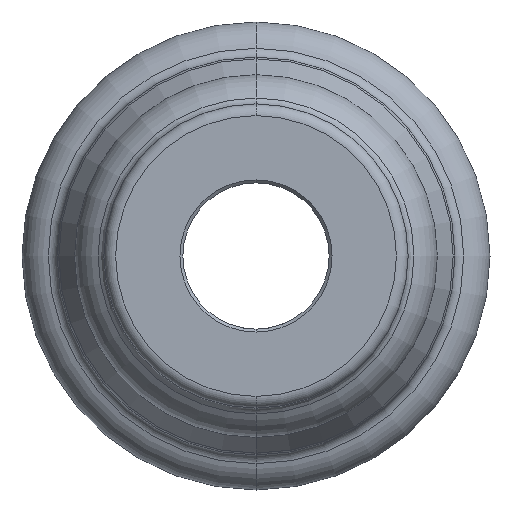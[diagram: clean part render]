
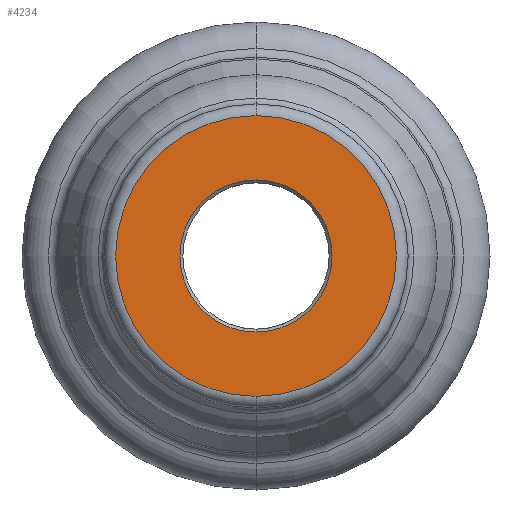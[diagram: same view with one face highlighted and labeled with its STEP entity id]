
A CAD part, front view. The second image highlights one B-rep face of the part: STEP entity #4234.
In plain terms, the highlighted planar face has unit normal (0, -1, 0).
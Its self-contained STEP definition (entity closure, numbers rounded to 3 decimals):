
#374 = CIRCLE ( 'NONE', #2412, 12. ) ;
#531 = DIRECTION ( 'NONE',  ( 0., 0., -1. ) ) ;
#706 = CIRCLE ( 'NONE', #1573, 6.5 ) ;
#811 = ORIENTED_EDGE ( 'NONE', *, *, #4838, .T. ) ;
#971 = ORIENTED_EDGE ( 'NONE', *, *, #1617, .T. ) ;
#1151 = ORIENTED_EDGE ( 'NONE', *, *, #5051, .T. ) ;
#1174 = VERTEX_POINT ( 'NONE', #8329 ) ;
#1573 = AXIS2_PLACEMENT_3D ( 'NONE', #7360, #9084, #531 ) ;
#1589 = EDGE_LOOP ( 'NONE', ( #1151, #811 ) ) ;
#1614 = VERTEX_POINT ( 'NONE', #5380 ) ;
#1617 = EDGE_CURVE ( 'NONE', #9036, #1614, #706, .T. ) ;
#1634 = CARTESIAN_POINT ( 'NONE',  ( 0., -33.5, 0. ) ) ;
#2032 = CARTESIAN_POINT ( 'NONE',  ( 0., -33.5, 6.5 ) ) ;
#2191 = EDGE_CURVE ( 'NONE', #1614, #9036, #4715, .T. ) ;
#2412 = AXIS2_PLACEMENT_3D ( 'NONE', #9242, #7522, #4057 ) ;
#3376 = DIRECTION ( 'NONE',  ( 0., -1., 0. ) ) ;
#4049 = DIRECTION ( 'NONE',  ( 0., 1., 0. ) ) ;
#4057 = DIRECTION ( 'NONE',  ( 0., 0., -1. ) ) ;
#4234 = ADVANCED_FACE ( 'NONE', ( #8140, #7596 ), #5938, .T. ) ;
#4360 = AXIS2_PLACEMENT_3D ( 'NONE', #1634, #4049, #6582 ) ;
#4715 = CIRCLE ( 'NONE', #4360, 6.5 ) ;
#4806 = EDGE_LOOP ( 'NONE', ( #5333, #971 ) ) ;
#4838 = EDGE_CURVE ( 'NONE', #1174, #9525, #374, .T. ) ;
#5051 = EDGE_CURVE ( 'NONE', #9525, #1174, #5201, .T. ) ;
#5201 = CIRCLE ( 'NONE', #9116, 12. ) ;
#5333 = ORIENTED_EDGE ( 'NONE', *, *, #2191, .T. ) ;
#5380 = CARTESIAN_POINT ( 'NONE',  ( 0., -33.5, -6.5 ) ) ;
#5690 = DIRECTION ( 'NONE',  ( 0., 0., -1. ) ) ;
#5938 = PLANE ( 'NONE',  #6758 ) ;
#6582 = DIRECTION ( 'NONE',  ( 0., 0., -1. ) ) ;
#6758 = AXIS2_PLACEMENT_3D ( 'NONE', #7693, #3376, #6835 ) ;
#6835 = DIRECTION ( 'NONE',  ( 0., 0., -1. ) ) ;
#7360 = CARTESIAN_POINT ( 'NONE',  ( 0., -33.5, 0. ) ) ;
#7522 = DIRECTION ( 'NONE',  ( 0., -1., 0. ) ) ;
#7596 = FACE_OUTER_BOUND ( 'NONE', #1589, .T. ) ;
#7693 = CARTESIAN_POINT ( 'NONE',  ( 0., -33.5, 0. ) ) ;
#8140 = FACE_BOUND ( 'NONE', #4806, .T. ) ;
#8329 = CARTESIAN_POINT ( 'NONE',  ( 0., -33.5, 12. ) ) ;
#8995 = CARTESIAN_POINT ( 'NONE',  ( 0., -33.5, -12. ) ) ;
#9036 = VERTEX_POINT ( 'NONE', #2032 ) ;
#9084 = DIRECTION ( 'NONE',  ( 0., 1., 0. ) ) ;
#9116 = AXIS2_PLACEMENT_3D ( 'NONE', #10796, #9942, #5690 ) ;
#9242 = CARTESIAN_POINT ( 'NONE',  ( 0., -33.5, 0. ) ) ;
#9525 = VERTEX_POINT ( 'NONE', #8995 ) ;
#9942 = DIRECTION ( 'NONE',  ( 0., -1., 0. ) ) ;
#10796 = CARTESIAN_POINT ( 'NONE',  ( 0., -33.5, 0. ) ) ;
